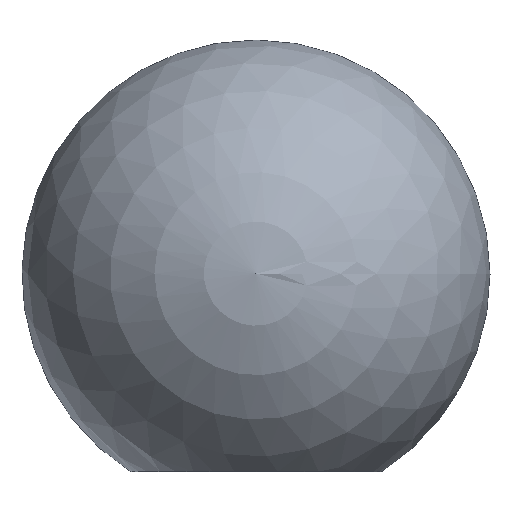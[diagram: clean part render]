
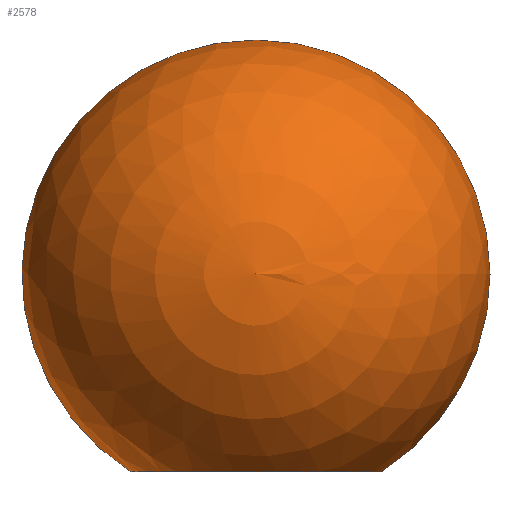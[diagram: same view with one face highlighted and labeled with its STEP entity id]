
A CAD part, top view. The second image highlights one B-rep face of the part: STEP entity #2578.
In plain terms, the highlighted spherical face has radius 10 mm.
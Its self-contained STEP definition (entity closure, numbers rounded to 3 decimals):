
#62 = ORIENTED_EDGE ( 'NONE', *, *, #4769, .T. ) ;
#136 = CARTESIAN_POINT ( 'NONE',  ( -5.35, -8.449, 0. ) ) ;
#1218 = VERTEX_POINT ( 'NONE', #136 ) ;
#1563 = CARTESIAN_POINT ( 'NONE',  ( 5.35, -8.449, 0. ) ) ;
#1700 = CARTESIAN_POINT ( 'NONE',  ( 0., 10., 0. ) ) ;
#1712 = EDGE_LOOP ( 'NONE', ( #12228, #62, #12235 ) ) ;
#1978 = CARTESIAN_POINT ( 'NONE',  ( 0., -8.449, 0. ) ) ;
#2268 = CIRCLE ( 'NONE', #4894, 10. ) ;
#2578 = ADVANCED_FACE ( 'NONE', ( #5069 ), #5743, .T. ) ;
#2754 = VERTEX_POINT ( 'NONE', #1700 ) ;
#3066 = DIRECTION ( 'NONE',  ( 0., -1., 0. ) ) ;
#3382 = DIRECTION ( 'NONE',  ( 0., 0., 1. ) ) ;
#4426 = DIRECTION ( 'NONE',  ( 1., 0., 0. ) ) ;
#4675 = DIRECTION ( 'NONE',  ( 0., 0., -1. ) ) ;
#4769 = EDGE_CURVE ( 'NONE', #2754, #1218, #2268, .T. ) ;
#4894 = AXIS2_PLACEMENT_3D ( 'NONE', #7664, #3382, #4426 ) ;
#4969 = AXIS2_PLACEMENT_3D ( 'NONE', #9814, #4675, #8841 ) ;
#5069 = FACE_OUTER_BOUND ( 'NONE', #1712, .T. ) ;
#5431 = EDGE_CURVE ( 'NONE', #2754, #5708, #13145, .T. ) ;
#5612 = DIRECTION ( 'NONE',  ( 0., 0., 1. ) ) ;
#5708 = VERTEX_POINT ( 'NONE', #1563 ) ;
#5743 = SPHERICAL_SURFACE ( 'NONE', #6893, 10. ) ;
#6078 = DIRECTION ( 'NONE',  ( 1., 0., 0. ) ) ;
#6893 = AXIS2_PLACEMENT_3D ( 'NONE', #7822, #5612, #8681 ) ;
#7421 = CIRCLE ( 'NONE', #10887, 5.35 ) ;
#7664 = CARTESIAN_POINT ( 'NONE',  ( 0., 0., 0. ) ) ;
#7822 = CARTESIAN_POINT ( 'NONE',  ( 0., 0., 0. ) ) ;
#8681 = DIRECTION ( 'NONE',  ( 1., 0., 0. ) ) ;
#8841 = DIRECTION ( 'NONE',  ( -1., 0., 0. ) ) ;
#9814 = CARTESIAN_POINT ( 'NONE',  ( 0., 0., 0. ) ) ;
#10887 = AXIS2_PLACEMENT_3D ( 'NONE', #1978, #3066, #6078 ) ;
#12228 = ORIENTED_EDGE ( 'NONE', *, *, #5431, .F. ) ;
#12235 = ORIENTED_EDGE ( 'NONE', *, *, #12780, .F. ) ;
#12780 = EDGE_CURVE ( 'NONE', #5708, #1218, #7421, .T. ) ;
#13145 = CIRCLE ( 'NONE', #4969, 10. ) ;
